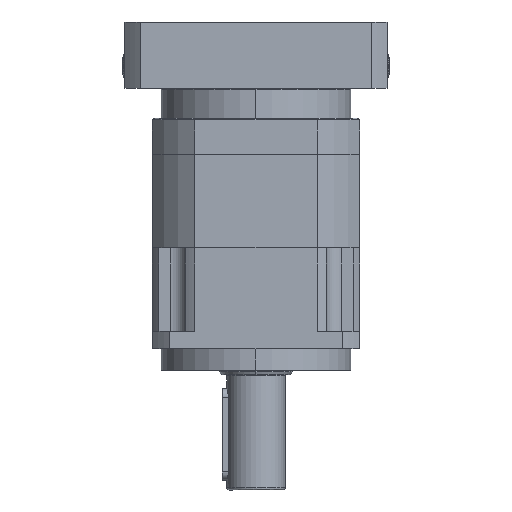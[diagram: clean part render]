
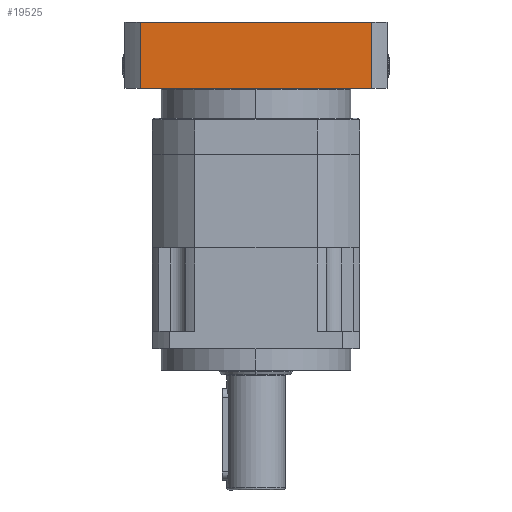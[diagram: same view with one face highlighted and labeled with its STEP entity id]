
A CAD part, left-side view. The second image highlights one B-rep face of the part: STEP entity #19525.
In plain terms, the highlighted planar face has unit normal (-1, 0, 0).
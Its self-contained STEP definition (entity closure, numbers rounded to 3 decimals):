
#9599 = VERTEX_POINT ( 'NONE', #13155 ) ;
#9663 = VERTEX_POINT ( 'NONE', #13219 ) ;
#9685 = VERTEX_POINT ( 'NONE', #13241 ) ;
#9769 = VERTEX_POINT ( 'NONE', #13325 ) ;
#10984 = LINE ( 'NONE', #12666, #10991 ) ;
#10991 = VECTOR ( 'NONE', #12660, 1000. ) ;
#11091 = LINE ( 'NONE', #12761, #11095 ) ;
#11093 = LINE ( 'NONE', #12767, #11099 ) ;
#11095 = VECTOR ( 'NONE', #12754, 1000. ) ;
#11097 = LINE ( 'NONE', #12769, #11102 ) ;
#11099 = VECTOR ( 'NONE', #12768, 1000. ) ;
#11102 = VECTOR ( 'NONE', #12770, 1000. ) ;
#11433 = FACE_OUTER_BOUND ( 'NONE', #26755, .T. ) ;
#12660 = DIRECTION ( 'NONE',  ( 0., 1., 0. ) ) ;
#12666 = CARTESIAN_POINT ( 'NONE',  ( -90., 79.373, 109.5 ) ) ;
#12754 = DIRECTION ( 'NONE',  ( 0., 0., -1. ) ) ;
#12761 = CARTESIAN_POINT ( 'NONE',  ( -90., -79.373, 110. ) ) ;
#12767 = CARTESIAN_POINT ( 'NONE',  ( -90., 79.373, 110. ) ) ;
#12768 = DIRECTION ( 'NONE',  ( 0., 0., 1. ) ) ;
#12769 = CARTESIAN_POINT ( 'NONE',  ( -90., 0., 155. ) ) ;
#12770 = DIRECTION ( 'NONE',  ( 0., 1., 0. ) ) ;
#13155 = CARTESIAN_POINT ( 'NONE',  ( -90., -79.373, 109.5 ) ) ;
#13219 = CARTESIAN_POINT ( 'NONE',  ( -90., -79.373, 155. ) ) ;
#13241 = CARTESIAN_POINT ( 'NONE',  ( -90., 79.373, 155. ) ) ;
#13325 = CARTESIAN_POINT ( 'NONE',  ( -90., 79.373, 109.5 ) ) ;
#15032 = AXIS2_PLACEMENT_3D ( 'NONE', #20284, #20294, #20295 ) ;
#17799 = EDGE_CURVE ( 'NONE', #9599, #9769, #10984, .T. ) ;
#17837 = EDGE_CURVE ( 'NONE', #9663, #9599, #11091, .T. ) ;
#17838 = EDGE_CURVE ( 'NONE', #9769, #9685, #11093, .T. ) ;
#17839 = EDGE_CURVE ( 'NONE', #9663, #9685, #11097, .T. ) ;
#19525 = ADVANCED_FACE ( 'NONE', ( #11433 ), #20291, .F. ) ;
#20284 = CARTESIAN_POINT ( 'NONE',  ( -90., 79.373, 110. ) ) ;
#20291 = PLANE ( 'NONE',  #15032 ) ;
#20294 = DIRECTION ( 'NONE',  ( 1., 0., 0. ) ) ;
#20295 = DIRECTION ( 'NONE',  ( 0., 1., 0. ) ) ;
#22778 = ORIENTED_EDGE ( 'NONE', *, *, #17839, .T. ) ;
#22779 = ORIENTED_EDGE ( 'NONE', *, *, #17837, .F. ) ;
#22780 = ORIENTED_EDGE ( 'NONE', *, *, #17799, .F. ) ;
#22781 = ORIENTED_EDGE ( 'NONE', *, *, #17838, .F. ) ;
#26755 = EDGE_LOOP ( 'NONE', ( #22781, #22780, #22779, #22778 ) ) ;
